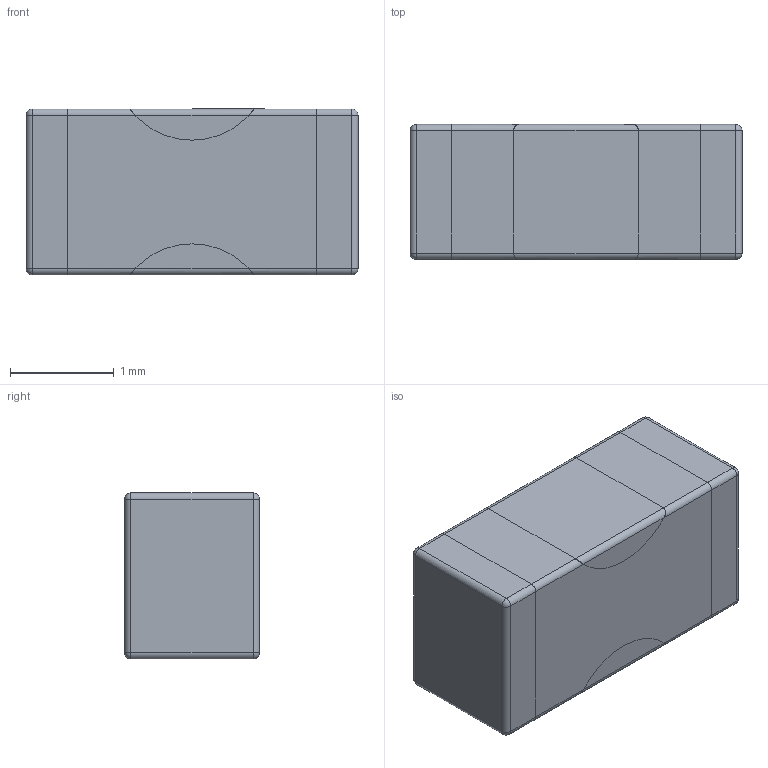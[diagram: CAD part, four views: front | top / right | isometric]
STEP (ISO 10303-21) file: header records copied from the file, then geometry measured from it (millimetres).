
FILE_DESCRIPTION (( 'STEP AP214' ), '1' );
FILE_NAME ('NFM31KC223R1H3L.STEP', '2022-08-09T12:32:09', ( '' ), ( '' ), 'SwSTEP 2.0', 'SolidWorks 2018', '' );
FILE_SCHEMA (( 'AUTOMOTIVE_DESIGN' ));
Length unit declared in the file: millimetre
Products named in the file (2): NFM31KC223R1H3L
Bounding box: 3.2 x 1.3 x 1.6 mm (x, y, z)
Volume: 6.6 mm3; surface area: 37.6 mm2
Topology: 5 solids, 5 shells, 68 faces, 158 edges, 92 vertices
Faces by surface type: cylinder 34, plane 26, sphere 8
Entity records: 2895 total; most frequent: CARTESIAN_POINT 552, DIRECTION 326, ORIENTED_EDGE 300, EDGE_CURVE 150, AXIS2_PLACEMENT_3D 122, VERTEX_POINT 92, LINE 82, VECTOR 82
